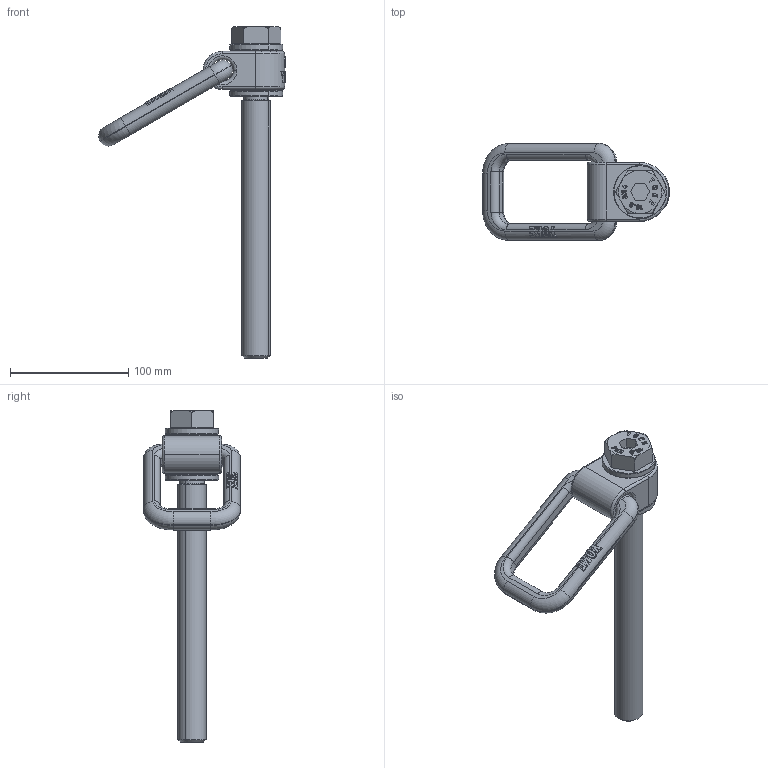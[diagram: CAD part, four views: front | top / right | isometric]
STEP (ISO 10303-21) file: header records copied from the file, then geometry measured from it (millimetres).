
FILE_DESCRIPTION(('CATIA V5 STEP Exchange'),'2;1');
FILE_NAME('8-211-040-265L.stp','2015-07-09T10:44:10+00:00',('none'),('none'),'CATIA Version 5 Release 21 GA (IN-10)','CATIA V5 STEP AP203','none');
FILE_SCHEMA(('CONFIG_CONTROL_DESIGN'));
Length unit declared in the file: millimetre
Products named in the file (1): 8-211-040
Assembly tree (4 placements, depth 2):
  8-211-040
    #58
    #8575
    #9326
    #19083
Bounding box: 157.77 x 82 x 280.5 mm (x, y, z)
Volume: 282253.2 mm3; surface area: 69560.9 mm2
Topology: 4 solids, 4 shells, 996 faces, 2806 edges, 1848 vertices
Faces by surface type: plane 865, cylinder 73, torus 48, cone 10
Entity records: 33726 total; most frequent: CARTESIAN_POINT 9441, ORIENTED_EDGE 5612, DIRECTION 4021, EDGE_CURVE 2806, VECTOR 1896, LINE 1896, VERTEX_POINT 1848, AXIS2_PLACEMENT_3D 1194
